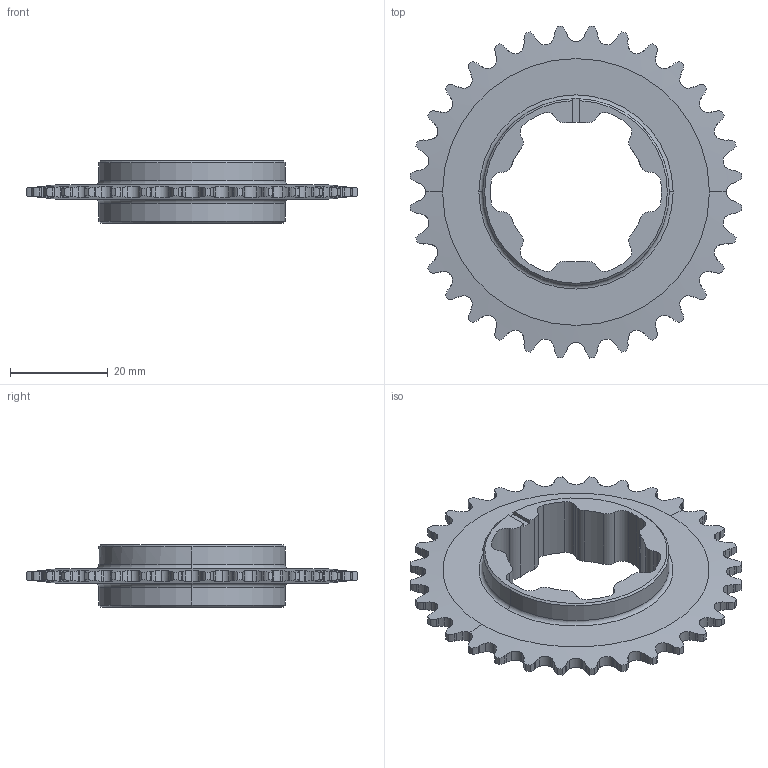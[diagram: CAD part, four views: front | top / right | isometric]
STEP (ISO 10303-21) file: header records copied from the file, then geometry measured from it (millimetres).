
FILE_DESCRIPTION (( 'STEP AP203' ), '1' );
FILE_NAME ('REV-21-2019.STEP', '2023-09-25T16:35:15', ( '' ), ( '' ), 'SwSTEP 2.0', 'SolidWorks 2022', '' );
FILE_SCHEMA (( 'CONFIG_CONTROL_DESIGN' ));
Length unit declared in the file: inch
Products named in the file (1): REV-21-2019
Bounding box: 67.85 x 67.85 x 12.7 mm (x, y, z)
Volume: 10227.3 mm3; surface area: 8080.8 mm2
Topology: 1 solids, 1 shells, 340 faces, 1001 edges, 664 vertices
Faces by surface type: cylinder 256, plane 71, cone 9, torus 4
Entity records: 12661 total; most frequent: CARTESIAN_POINT 4324, ORIENTED_EDGE 2002, DIRECTION 1368, EDGE_CURVE 1001, VERTEX_POINT 664, AXIS2_PLACEMENT_3D 516, B_SPLINE_CURVE_WITH_KNOTS 490, EDGE_LOOP 343
